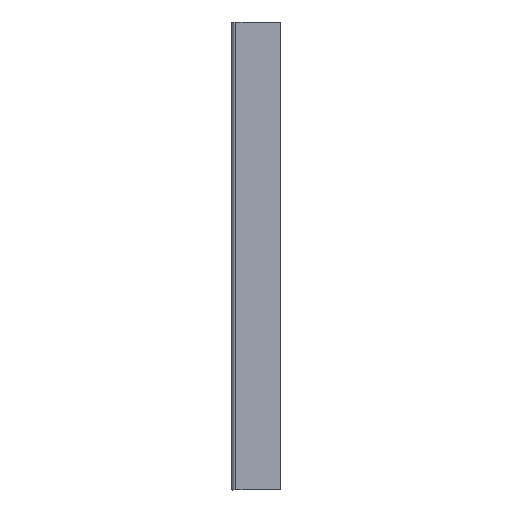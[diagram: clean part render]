
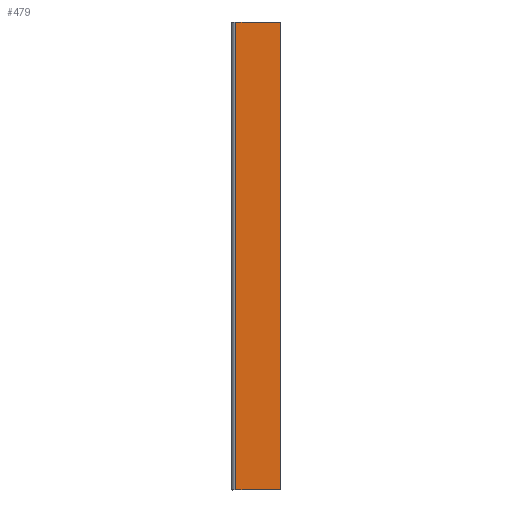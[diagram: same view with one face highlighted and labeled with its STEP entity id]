
A CAD part, front view. The second image highlights one B-rep face of the part: STEP entity #479.
In plain terms, the highlighted planar face has unit normal (0, -1, 0).
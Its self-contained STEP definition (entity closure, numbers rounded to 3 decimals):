
#3 = DIRECTION ( 'NONE',  ( 1., 0., 0. ) ) ;
#15 = ORIENTED_EDGE ( 'NONE', *, *, #28, .F. ) ;
#20 = DIRECTION ( 'NONE',  ( 0., -1., 0. ) ) ;
#28 = EDGE_CURVE ( 'NONE', #334, #142, #476, .T. ) ;
#43 = CARTESIAN_POINT ( 'NONE',  ( -57., 0., 296.5 ) ) ;
#52 = PLANE ( 'NONE',  #406 ) ;
#54 = LINE ( 'NONE', #166, #239 ) ;
#55 = VECTOR ( 'NONE', #407, 1000. ) ;
#60 = CARTESIAN_POINT ( 'NONE',  ( 0., 0., 296.5 ) ) ;
#74 = EDGE_CURVE ( 'NONE', #334, #178, #437, .T. ) ;
#93 = DIRECTION ( 'NONE',  ( -1., 0., 0. ) ) ;
#106 = DIRECTION ( 'NONE',  ( 0., 0., -1. ) ) ;
#115 = VERTEX_POINT ( 'NONE', #243 ) ;
#142 = VERTEX_POINT ( 'NONE', #435 ) ;
#145 = LINE ( 'NONE', #43, #55 ) ;
#166 = CARTESIAN_POINT ( 'NONE',  ( 0., 0., -296.5 ) ) ;
#170 = EDGE_CURVE ( 'NONE', #178, #115, #145, .T. ) ;
#178 = VERTEX_POINT ( 'NONE', #454 ) ;
#192 = EDGE_CURVE ( 'NONE', #142, #115, #54, .T. ) ;
#228 = ORIENTED_EDGE ( 'NONE', *, *, #74, .T. ) ;
#239 = VECTOR ( 'NONE', #93, 1000. ) ;
#243 = CARTESIAN_POINT ( 'NONE',  ( -57., 0., -296.5 ) ) ;
#244 = FACE_OUTER_BOUND ( 'NONE', #481, .T. ) ;
#246 = DIRECTION ( 'NONE',  ( -1., 0., 0. ) ) ;
#277 = CARTESIAN_POINT ( 'NONE',  ( 0., 0., 296.5 ) ) ;
#290 = ORIENTED_EDGE ( 'NONE', *, *, #170, .T. ) ;
#310 = CARTESIAN_POINT ( 'NONE',  ( 0., 0., 296.5 ) ) ;
#334 = VERTEX_POINT ( 'NONE', #310 ) ;
#349 = CARTESIAN_POINT ( 'NONE',  ( 0., 0., 296.5 ) ) ;
#406 = AXIS2_PLACEMENT_3D ( 'NONE', #277, #20, #3 ) ;
#407 = DIRECTION ( 'NONE',  ( 0., 0., -1. ) ) ;
#411 = VECTOR ( 'NONE', #246, 1000. ) ;
#435 = CARTESIAN_POINT ( 'NONE',  ( 0., 0., -296.5 ) ) ;
#437 = LINE ( 'NONE', #349, #411 ) ;
#454 = CARTESIAN_POINT ( 'NONE',  ( -57., 0., 296.5 ) ) ;
#472 = ORIENTED_EDGE ( 'NONE', *, *, #192, .F. ) ;
#476 = LINE ( 'NONE', #60, #490 ) ;
#479 = ADVANCED_FACE ( 'NONE', ( #244 ), #52, .T. ) ;
#481 = EDGE_LOOP ( 'NONE', ( #472, #15, #228, #290 ) ) ;
#490 = VECTOR ( 'NONE', #106, 1000. ) ;
